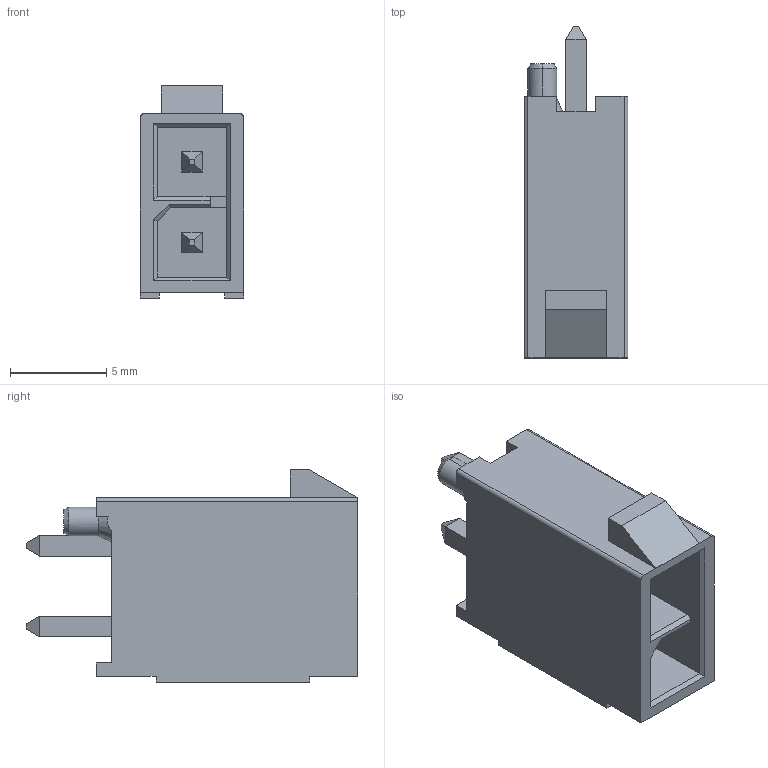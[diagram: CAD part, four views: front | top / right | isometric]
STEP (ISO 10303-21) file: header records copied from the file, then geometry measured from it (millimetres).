
FILE_DESCRIPTION(('STEP AP242'),'1');
FILE_NAME('2125201002.stp','2024-09-12T19:37:12',('TraceParts'),('TraceParts S.A.'),'Spatial InterOp 3D',' ',' ');
FILE_SCHEMA(('AP242_MANAGED_MODEL_BASED_3D_ENGINEERING_MIM_LF {1 0 10303 442 1 1 4}'));
Length unit declared in the file: millimetre
Products named in the file (1): 2125201002
Bounding box: 5.4 x 17.26 x 11.05 mm (x, y, z)
Volume: 448.7 mm3; surface area: 847.8 mm2
Topology: 1 solids, 1 shells, 98 faces, 245 edges, 154 vertices
Faces by surface type: plane 90, cone 4, cylinder 4
Entity records: 2890 total; most frequent: CARTESIAN_POINT 532, ORIENTED_EDGE 490, DIRECTION 453, EDGE_CURVE 245, LINE 227, VECTOR 227, VERTEX_POINT 154, AXIS2_PLACEMENT_3D 113
